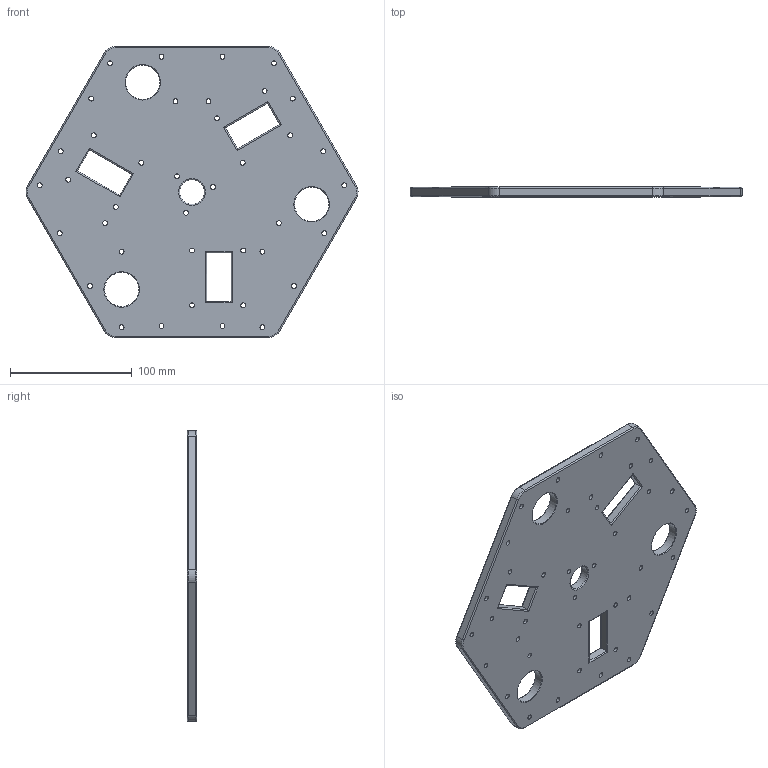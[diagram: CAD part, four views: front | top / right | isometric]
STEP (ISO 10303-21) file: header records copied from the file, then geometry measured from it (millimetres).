
FILE_DESCRIPTION(/* description */ (''),/* implementation_level */ '2;1');
FILE_NAME(/* name */ 'Top_Plate.step',/* time_stamp */ '2021-04-18T23:31:32+02:00',/* author */ (''),/* organization */ (''),/* preprocessor_version */ 'ST-DEVELOPER v18.1',/* originating_system */ 'Autodesk Translation Framework v10.6.0.1341',/* authorisation */ '');
FILE_SCHEMA (('AUTOMOTIVE_DESIGN { 1 0 10303 214 3 1 1 }'));
Length unit declared in the file: millimetre
Products named in the file (1): Platte_top
Bounding box: 272.3 x 8 x 238.5 mm (x, y, z)
Volume: 352700.9 mm3; surface area: 103089.3 mm2
Topology: 1 solids, 1 shells, 125 faces, 315 edges, 192 vertices
Faces by surface type: cylinder 85, plane 20, torus 14, cone 6
Full cylindrical faces by diameter (mm): 4 x39, 20 x1, 28.1 x3
Entity records: 3991 total; most frequent: DIRECTION 737, CARTESIAN_POINT 633, ORIENTED_EDGE 630, EDGE_CURVE 315, AXIS2_PLACEMENT_3D 296, EDGE_LOOP 217, VERTEX_POINT 192, CIRCLE 146
